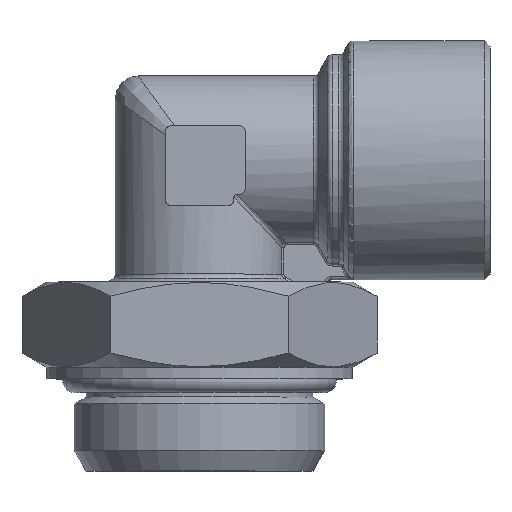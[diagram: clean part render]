
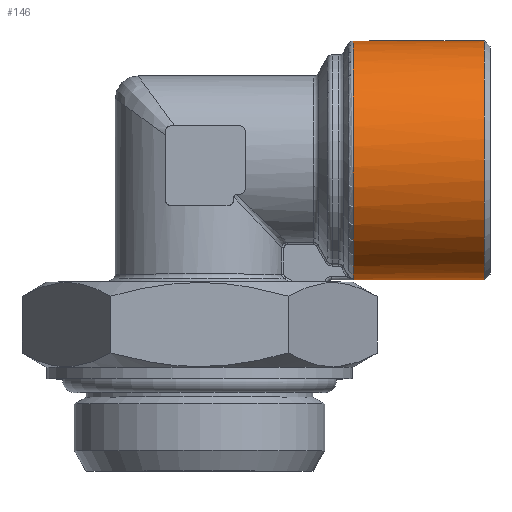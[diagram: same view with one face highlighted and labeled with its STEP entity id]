
A CAD part, top view. The second image highlights one B-rep face of the part: STEP entity #146.
In plain terms, the highlighted cylindrical face has radius 10.5 mm (diameter 21 mm), a full revolution.
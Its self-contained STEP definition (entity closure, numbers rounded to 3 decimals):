
#146 = ADVANCED_FACE( 'NONE', ( #342, #343 ), #344, .T. );
#342 = FACE_OUTER_BOUND( '', #984, .T. );
#343 = FACE_OUTER_BOUND( '', #985, .T. );
#344 = CYLINDRICAL_SURFACE( '', #986, 10.5 );
#984 = EDGE_LOOP( '', ( #1788, #1789, #1790 ) );
#985 = EDGE_LOOP( '', ( #1791 ) );
#986 = AXIS2_PLACEMENT_3D( '', #1792, #1793, #1794 );
#1788 = ORIENTED_EDGE( '', *, *, #2264, .F. );
#1789 = ORIENTED_EDGE( '', *, *, #2265, .F. );
#1790 = ORIENTED_EDGE( '', *, *, #2255, .F. );
#1791 = ORIENTED_EDGE( '', *, *, #2179, .T. );
#1792 = CARTESIAN_POINT( '', ( 0., 0., 0. ) );
#1793 = DIRECTION( '', ( 1., 0., 0. ) );
#1794 = DIRECTION( '', ( 0., -1., 0. ) );
#2179 = EDGE_CURVE( 'NONE', #2556, #2556, #2557, .T. );
#2255 = EDGE_CURVE( 'NONE', #2669, #2542, #2671, .T. );
#2264 = EDGE_CURVE( 'NONE', #2683, #2669, #2684, .T. );
#2265 = EDGE_CURVE( 'NONE', #2542, #2683, #2685, .T. );
#2542 = VERTEX_POINT( 'NONE', #3506 );
#2556 = VERTEX_POINT( '', #3575 );
#2557 = CIRCLE( '', #3576, 10.5 );
#2669 = VERTEX_POINT( 'NONE', #3867 );
#2671 = CIRCLE( '', #3880, 10.5 );
#2683 = VERTEX_POINT( 'NONE', #3903 );
#2684 = CIRCLE( '', #3904, 10.5 );
#2685 = CIRCLE( '', #3905, 10.5 );
#3506 = CARTESIAN_POINT( '', ( 13.499, -10.395, -1.481 ) );
#3575 = CARTESIAN_POINT( '', ( 25., 0., 10.5 ) );
#3576 = AXIS2_PLACEMENT_3D( '', #4130, #4131, #4132 );
#3867 = CARTESIAN_POINT( '', ( 13.499, -10.395, 1.481 ) );
#3880 = AXIS2_PLACEMENT_3D( '', #4225, #4226, #4227 );
#3903 = CARTESIAN_POINT( '', ( 13.499, -10.5, 0. ) );
#3904 = AXIS2_PLACEMENT_3D( '', #4245, #4246, #4247 );
#3905 = AXIS2_PLACEMENT_3D( '', #4248, #4249, #4250 );
#4130 = CARTESIAN_POINT( '', ( 25., 0., 0. ) );
#4131 = DIRECTION( '', ( -1., 0., 0. ) );
#4132 = DIRECTION( '', ( 0., 0., 1. ) );
#4225 = CARTESIAN_POINT( '', ( 13.499, 0., 0. ) );
#4226 = DIRECTION( '', ( -1., 0., 0. ) );
#4227 = DIRECTION( '', ( 0., -1., 0. ) );
#4245 = CARTESIAN_POINT( '', ( 13.499, 0., 0. ) );
#4246 = DIRECTION( '', ( -1., 0., 0. ) );
#4247 = DIRECTION( '', ( 0., -1., 0. ) );
#4248 = CARTESIAN_POINT( '', ( 13.499, 0., 0. ) );
#4249 = DIRECTION( '', ( -1., 0., 0. ) );
#4250 = DIRECTION( '', ( 0., -1., 0. ) );
